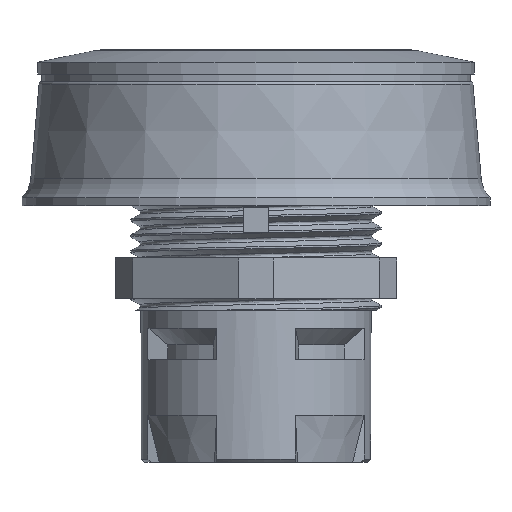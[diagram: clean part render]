
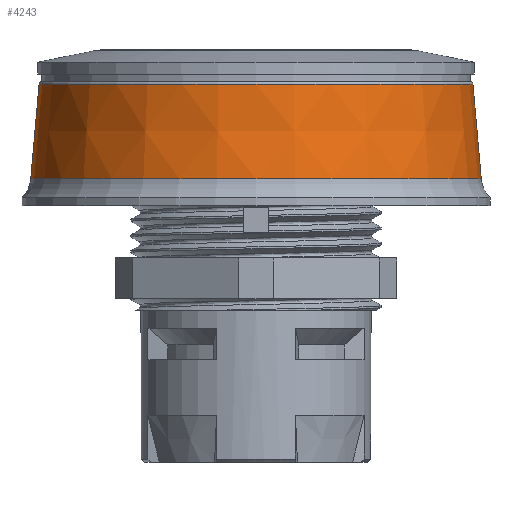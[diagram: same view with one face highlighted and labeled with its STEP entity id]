
A CAD part, left-side view. The second image highlights one B-rep face of the part: STEP entity #4243.
In plain terms, the highlighted conical face has half-angle 5 degrees and reference radius 14.12 mm.
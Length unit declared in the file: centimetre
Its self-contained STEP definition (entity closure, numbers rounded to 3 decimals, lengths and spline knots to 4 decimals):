
#128=CONICAL_SURFACE('',#4653,1.412,5.);
#357=LINE('',#8891,#635);
#362=LINE('',#8902,#640);
#635=VECTOR('',#5619,0.6065);
#640=VECTOR('',#5632,0.6065);
#972=FACE_OUTER_BOUND('',#1259,.T.);
#1259=EDGE_LOOP('',(#3373,#3374,#3375,#3376));
#1547=CIRCLE('',#4654,1.3862);
#1548=CIRCLE('',#4655,1.4391);
#1928=VERTEX_POINT('',#8855);
#1934=VERTEX_POINT('',#8884);
#1935=VERTEX_POINT('',#8888);
#1938=VERTEX_POINT('',#8900);
#2464=EDGE_CURVE('',#1935,#1934,#357,.T.);
#2469=EDGE_CURVE('',#1938,#1935,#1547,.T.);
#2470=EDGE_CURVE('',#1928,#1938,#362,.T.);
#2471=EDGE_CURVE('',#1928,#1934,#1548,.T.);
#3373=ORIENTED_EDGE('',*,*,#2469,.F.);
#3374=ORIENTED_EDGE('',*,*,#2470,.F.);
#3375=ORIENTED_EDGE('',*,*,#2471,.T.);
#3376=ORIENTED_EDGE('',*,*,#2464,.F.);
#4243=ADVANCED_FACE('',(#972),#128,.T.);
#4653=AXIS2_PLACEMENT_3D('',#8899,#5628,#5629);
#4654=AXIS2_PLACEMENT_3D('',#8901,#5630,#5631);
#4655=AXIS2_PLACEMENT_3D('',#8903,#5633,#5634);
#5619=DIRECTION('',(0.,-0.087,-0.996));
#5628=DIRECTION('center_axis',(0.,0.,
-1.));
#5629=DIRECTION('ref_axis',(0.,1.,0.));
#5630=DIRECTION('center_axis',(0.,0.,
1.));
#5631=DIRECTION('ref_axis',(-1.,0.,0.));
#5632=DIRECTION('',(0.,-0.087,0.996));
#5633=DIRECTION('center_axis',(0.,0.,
1.));
#5634=DIRECTION('ref_axis',(0.,1.,0.));
#8855=CARTESIAN_POINT('',(1.395,1.4391,-0.6679));
#8884=CARTESIAN_POINT('',(1.395,-1.4391,-0.6679));
#8888=CARTESIAN_POINT('',(1.395,-1.3862,-0.0637));
#8891=CARTESIAN_POINT('',(1.395,-1.4391,-0.6679));
#8899=CARTESIAN_POINT('Origin',(1.395,0.,-0.359));
#8900=CARTESIAN_POINT('',(1.395,1.3862,-0.0637));
#8901=CARTESIAN_POINT('Origin',(1.395,0.,-0.0637));
#8902=CARTESIAN_POINT('',(1.395,1.385,-0.05));
#8903=CARTESIAN_POINT('Origin',(1.395,0.,-0.6679));
